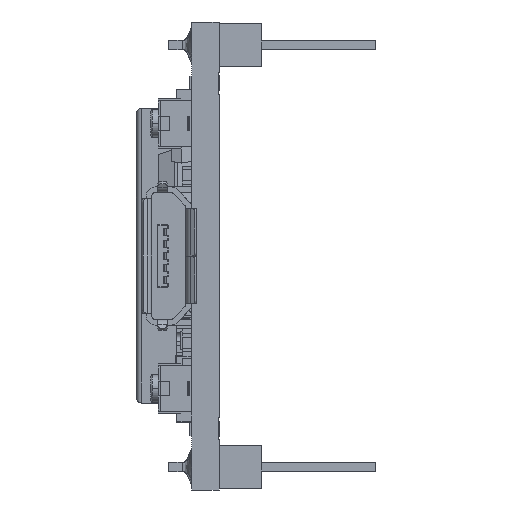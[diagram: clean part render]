
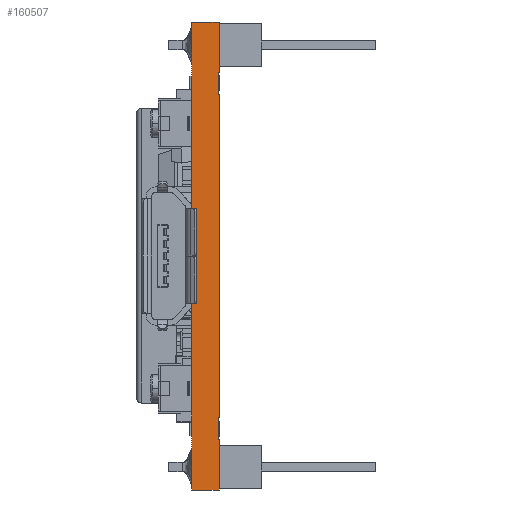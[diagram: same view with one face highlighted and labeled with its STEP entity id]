
A CAD part, left-side view. The second image highlights one B-rep face of the part: STEP entity #160507.
In plain terms, the highlighted planar face has unit normal (-1, 0, 0).
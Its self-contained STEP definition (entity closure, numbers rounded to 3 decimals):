
#152019=VERTEX_POINT('',#152020);
#152020=CARTESIAN_POINT('',(-20.591,0.002,-12.475));
#152026=EDGE_CURVE('',#152019,#152027,#152029,.T.);
#152027=VERTEX_POINT('',#152028);
#152028=CARTESIAN_POINT('',(-20.591,0.002,12.925));
#152029=LINE('',#152030,#152031);
#152030=CARTESIAN_POINT('',(-20.591,0.002,0.225));
#152031=VECTOR('',#152032,1.0);
#152032=DIRECTION('',(0.,0.0,1.0));
#159169=VERTEX_POINT('',#159170);
#159170=CARTESIAN_POINT('',(-20.591,-1.498,-8.526));
#159187=VERTEX_POINT('',#159188);
#159188=CARTESIAN_POINT('',(-20.591,-1.498,8.975));
#159194=EDGE_CURVE('',#159187,#159169,#159195,.F.);
#159195=LINE('',#159196,#159197);
#159196=CARTESIAN_POINT('',(-20.591,-1.498,0.225));
#159197=VECTOR('',#159198,1.0);
#159198=DIRECTION('',(0.,0.0,1.0));
#160397=VERTEX_POINT('',#160398);
#160398=CARTESIAN_POINT('',(-20.591,-1.498,-9.726));
#160404=EDGE_CURVE('',#160397,#160405,#160407,.F.);
#160405=VERTEX_POINT('',#160406);
#160406=CARTESIAN_POINT('',(-20.591,-1.498,-12.475));
#160407=LINE('',#160408,#160409);
#160408=CARTESIAN_POINT('',(-20.591,-1.498,0.225));
#160409=VECTOR('',#160410,1.0);
#160410=DIRECTION('',(0.,0.0,1.0));
#160507=ADVANCED_FACE('',(#160508),#160579,.T.);
#160508=FACE_BOUND('',#160509,.T.);
#160509=EDGE_LOOP('',(#160510,#160520,#160526,#160527,#160535,#160543,#160551,#160559,#160565,#160566,#160572,#160573));
#160510=ORIENTED_EDGE('',*,*,#160511,.T.);
#160511=EDGE_CURVE('',#160512,#160514,#160516,.T.);
#160512=VERTEX_POINT('',#160513);
#160513=CARTESIAN_POINT('',(-20.591,-1.488,-9.726));
#160514=VERTEX_POINT('',#160515);
#160515=CARTESIAN_POINT('',(-20.591,-1.488,-8.526));
#160516=LINE('',#160517,#160518);
#160517=CARTESIAN_POINT('',(-20.591,-1.488,-9.726));
#160518=VECTOR('',#160519,1.0);
#160519=DIRECTION('',(0.0,0.0,1.0));
#160520=ORIENTED_EDGE('',*,*,#160521,.T.);
#160521=EDGE_CURVE('',#160514,#159169,#160522,.T.);
#160522=LINE('',#160523,#160524);
#160523=CARTESIAN_POINT('',(-20.591,-1.488,-8.526));
#160524=VECTOR('',#160525,1.0);
#160525=DIRECTION('',(0.0,-1.0,0.0));
#160526=ORIENTED_EDGE('',*,*,#159194,.F.);
#160527=ORIENTED_EDGE('',*,*,#160528,.T.);
#160528=EDGE_CURVE('',#159187,#160529,#160531,.F.);
#160529=VERTEX_POINT('',#160530);
#160530=CARTESIAN_POINT('',(-20.591,-1.488,8.975));
#160531=LINE('',#160532,#160533);
#160532=CARTESIAN_POINT('',(-20.591,-1.488,8.975));
#160533=VECTOR('',#160534,1.0);
#160534=DIRECTION('',(0.0,-1.0,0.0));
#160535=ORIENTED_EDGE('',*,*,#160536,.T.);
#160536=EDGE_CURVE('',#160529,#160537,#160539,.F.);
#160537=VERTEX_POINT('',#160538);
#160538=CARTESIAN_POINT('',(-20.591,-1.488,10.175));
#160539=LINE('',#160540,#160541);
#160540=CARTESIAN_POINT('',(-20.591,-1.488,10.175));
#160541=VECTOR('',#160542,1.0);
#160542=DIRECTION('',(0.0,0.0,-1.0));
#160543=ORIENTED_EDGE('',*,*,#160544,.T.);
#160544=EDGE_CURVE('',#160537,#160545,#160547,.T.);
#160545=VERTEX_POINT('',#160546);
#160546=CARTESIAN_POINT('',(-20.591,-1.498,10.175));
#160547=LINE('',#160548,#160549);
#160548=CARTESIAN_POINT('',(-20.591,-1.488,10.175));
#160549=VECTOR('',#160550,1.0);
#160550=DIRECTION('',(0.0,-1.0,0.0));
#160551=ORIENTED_EDGE('',*,*,#160552,.T.);
#160552=EDGE_CURVE('',#160545,#160553,#160555,.T.);
#160553=VERTEX_POINT('',#160554);
#160554=CARTESIAN_POINT('',(-20.591,-1.498,12.925));
#160555=LINE('',#160556,#160557);
#160556=CARTESIAN_POINT('',(-20.591,-1.498,0.225));
#160557=VECTOR('',#160558,1.0);
#160558=DIRECTION('',(0.,0.0,1.0));
#160559=ORIENTED_EDGE('',*,*,#160560,.T.);
#160560=EDGE_CURVE('',#160553,#152027,#160561,.T.);
#160561=LINE('',#160562,#160563);
#160562=CARTESIAN_POINT('',(-20.591,-1.498,12.925));
#160563=VECTOR('',#160564,1.0);
#160564=DIRECTION('',(0.0,1.0,0.0));
#160565=ORIENTED_EDGE('',*,*,#152026,.F.);
#160566=ORIENTED_EDGE('',*,*,#160567,.T.);
#160567=EDGE_CURVE('',#152019,#160405,#160568,.F.);
#160568=LINE('',#160569,#160570);
#160569=CARTESIAN_POINT('',(-20.591,-1.498,-12.475));
#160570=VECTOR('',#160571,1.0);
#160571=DIRECTION('',(0.0,1.0,0.0));
#160572=ORIENTED_EDGE('',*,*,#160404,.F.);
#160573=ORIENTED_EDGE('',*,*,#160574,.T.);
#160574=EDGE_CURVE('',#160397,#160512,#160575,.F.);
#160575=LINE('',#160576,#160577);
#160576=CARTESIAN_POINT('',(-20.591,-1.488,-9.726));
#160577=VECTOR('',#160578,1.0);
#160578=DIRECTION('',(0.0,-1.0,0.0));
#160579=PLANE('',#160580);
#160580=AXIS2_PLACEMENT_3D('',#160581,#160582,#160583);
#160581=CARTESIAN_POINT('',(-20.591,-1.498,0.225));
#160582=DIRECTION('',(-1.0,0.0,0.));
#160583=DIRECTION('',(0.,0.0,1.0));
